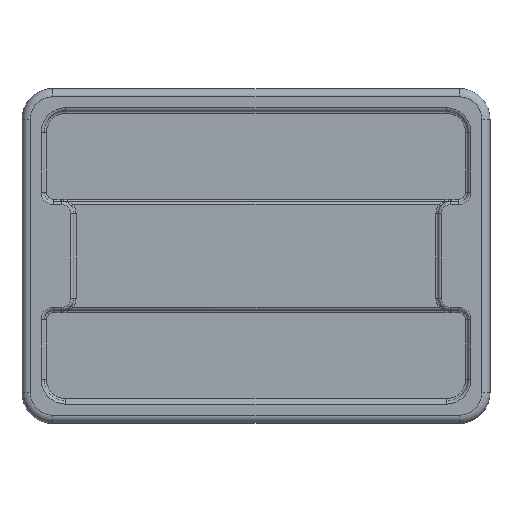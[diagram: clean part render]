
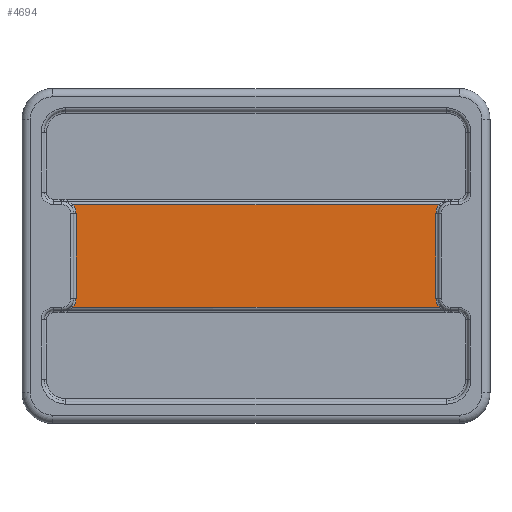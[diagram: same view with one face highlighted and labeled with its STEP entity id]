
A CAD part, top view. The second image highlights one B-rep face of the part: STEP entity #4694.
In plain terms, the highlighted planar face has unit normal (0, 0, 1).
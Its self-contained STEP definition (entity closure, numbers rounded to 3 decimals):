
#78=PLANE('',#5165);
#303=LINE('',#14148,#587);
#315=LINE('',#14290,#599);
#317=LINE('',#14334,#601);
#318=LINE('',#14335,#602);
#587=VECTOR('',#6090,10.);
#599=VECTOR('',#6174,10.);
#601=VECTOR('',#6186,10.);
#602=VECTOR('',#6187,10.);
#1049=FACE_OUTER_BOUND('',#1351,.T.);
#1351=EDGE_LOOP('',(#3848,#3849,#3850,#3851,#3852,#3853,#3854,#3855));
#1658=CIRCLE('',#5121,12.);
#1662=CIRCLE('',#5127,12.);
#1682=CIRCLE('',#5157,12.);
#1686=CIRCLE('',#5163,12.);
#2129=VERTEX_POINT('',#14131);
#2131=VERTEX_POINT('',#14140);
#2133=VERTEX_POINT('',#14146);
#2135=VERTEX_POINT('',#14152);
#2153=VERTEX_POINT('',#14273);
#2155=VERTEX_POINT('',#14282);
#2157=VERTEX_POINT('',#14288);
#2159=VERTEX_POINT('',#14294);
#2720=EDGE_CURVE('',#2131,#2129,#1658,.T.);
#2723=EDGE_CURVE('',#2133,#2131,#303,.T.);
#2726=EDGE_CURVE('',#2135,#2133,#1662,.T.);
#2760=EDGE_CURVE('',#2155,#2153,#1682,.T.);
#2763=EDGE_CURVE('',#2157,#2155,#315,.T.);
#2766=EDGE_CURVE('',#2159,#2157,#1686,.T.);
#2770=EDGE_CURVE('',#2129,#2159,#317,.T.);
#2771=EDGE_CURVE('',#2153,#2135,#318,.T.);
#3848=ORIENTED_EDGE('',*,*,#2760,.F.);
#3849=ORIENTED_EDGE('',*,*,#2763,.F.);
#3850=ORIENTED_EDGE('',*,*,#2766,.F.);
#3851=ORIENTED_EDGE('',*,*,#2770,.F.);
#3852=ORIENTED_EDGE('',*,*,#2720,.F.);
#3853=ORIENTED_EDGE('',*,*,#2723,.F.);
#3854=ORIENTED_EDGE('',*,*,#2726,.F.);
#3855=ORIENTED_EDGE('',*,*,#2771,.F.);
#4694=ADVANCED_FACE('',(#1049),#78,.F.);
#5121=AXIS2_PLACEMENT_3D('',#14142,#6082,#6083);
#5127=AXIS2_PLACEMENT_3D('',#14154,#6096,#6097);
#5157=AXIS2_PLACEMENT_3D('',#14284,#6166,#6167);
#5163=AXIS2_PLACEMENT_3D('',#14296,#6180,#6181);
#5165=AXIS2_PLACEMENT_3D('',#14333,#6184,#6185);
#6082=DIRECTION('center_axis',(0.,0.,1.));
#6083=DIRECTION('ref_axis',(-0.911,-0.411,0.));
#6090=DIRECTION('',(0.,-1.,0.));
#6096=DIRECTION('center_axis',(0.,0.,1.));
#6097=DIRECTION('ref_axis',(-0.911,0.411,0.));
#6166=DIRECTION('center_axis',(0.,0.,1.));
#6167=DIRECTION('ref_axis',(0.911,0.411,0.));
#6174=DIRECTION('',(0.,1.,0.));
#6180=DIRECTION('center_axis',(0.,0.,1.));
#6181=DIRECTION('ref_axis',(0.911,-0.411,0.));
#6184=DIRECTION('center_axis',(0.,0.,-1.));
#6185=DIRECTION('ref_axis',(-1.,0.,0.));
#6186=DIRECTION('',(-1.,0.,0.));
#6187=DIRECTION('',(1.,0.,0.));
#14131=CARTESIAN_POINT('',(154.133,-43.25,6.5));
#14140=CARTESIAN_POINT('',(151.5,-35.75,6.5));
#14142=CARTESIAN_POINT('Origin',(163.5,-35.75,6.5));
#14146=CARTESIAN_POINT('',(151.5,35.75,6.5));
#14148=CARTESIAN_POINT('',(151.5,22.875,6.5));
#14152=CARTESIAN_POINT('',(154.133,43.25,6.5));
#14154=CARTESIAN_POINT('Origin',(163.5,35.75,6.5));
#14273=CARTESIAN_POINT('',(-154.133,43.25,6.5));
#14282=CARTESIAN_POINT('',(-151.5,35.75,6.5));
#14284=CARTESIAN_POINT('Origin',(-163.5,35.75,6.5));
#14288=CARTESIAN_POINT('',(-151.5,-35.75,6.5));
#14290=CARTESIAN_POINT('',(-151.5,-22.875,6.5));
#14294=CARTESIAN_POINT('',(-154.133,-43.25,6.5));
#14296=CARTESIAN_POINT('Origin',(-163.5,-35.75,6.5));
#14333=CARTESIAN_POINT('Origin',(0.,0.,
6.5));
#14334=CARTESIAN_POINT('',(85.25,-43.25,6.5));
#14335=CARTESIAN_POINT('',(85.25,43.25,6.5));
